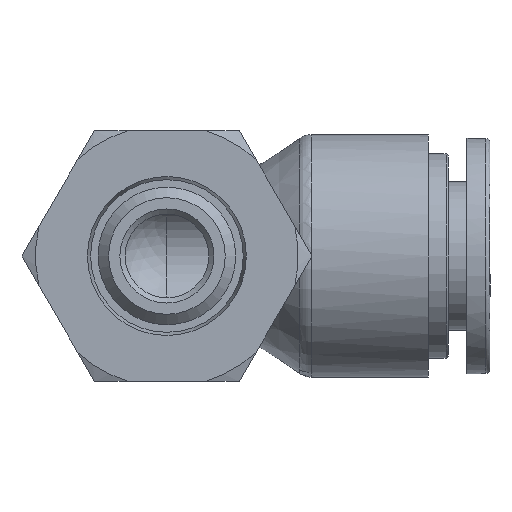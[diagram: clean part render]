
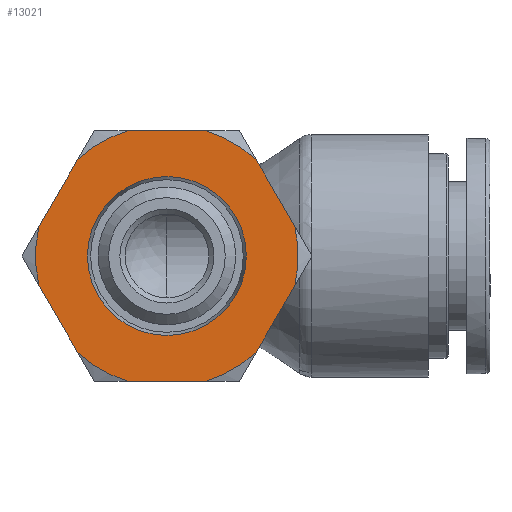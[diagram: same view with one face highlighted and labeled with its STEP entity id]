
A CAD part, front view. The second image highlights one B-rep face of the part: STEP entity #13021.
In plain terms, the highlighted face is planar.
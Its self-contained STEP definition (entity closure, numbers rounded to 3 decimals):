
#12584=CARTESIAN_POINT('',(-24.45,0.0,-7.6));
#12585=VERTEX_POINT('',#12584);
#12586=CARTESIAN_POINT('',(-24.45,0.0,0.0));
#12587=DIRECTION('',(1.0,0.0,0.0));
#12588=DIRECTION('',(0.0,0.0,-1.0));
#12589=AXIS2_PLACEMENT_3D('',#12586,#12587,#12588);
#12590=CIRCLE('',#12589,7.6);
#12591=EDGE_CURVE('',#12585,#12585,#12590,.T.);
#12692=CARTESIAN_POINT('',(-24.45,-12.241,2.799));
#12693=VERTEX_POINT('',#12692);
#12709=CARTESIAN_POINT('',(-24.45,-12.241,-2.799));
#12710=VERTEX_POINT('',#12709);
#12711=CARTESIAN_POINT('',(-24.45,0.,0.0));
#12712=DIRECTION('',(-1.0,0.0,0.0));
#12713=DIRECTION('',(0.0,1.0,0.0));
#12714=AXIS2_PLACEMENT_3D('',#12711,#12712,#12713);
#12715=CIRCLE('',#12714,12.556);
#12716=EDGE_CURVE('',#12710,#12693,#12715,.T.);
#12741=CARTESIAN_POINT('',(-24.45,-8.544,9.201));
#12742=VERTEX_POINT('',#12741);
#12756=CARTESIAN_POINT('',(-24.45,-3.696,12.0));
#12757=VERTEX_POINT('',#12756);
#12771=CARTESIAN_POINT('',(-24.45,0.,0.0));
#12772=DIRECTION('',(-1.0,0.0,0.0));
#12773=DIRECTION('',(0.0,1.0,0.0));
#12774=AXIS2_PLACEMENT_3D('',#12771,#12772,#12773);
#12775=CIRCLE('',#12774,12.556);
#12776=EDGE_CURVE('',#12742,#12757,#12775,.T.);
#12788=CARTESIAN_POINT('',(-24.45,3.696,12.));
#12789=VERTEX_POINT('',#12788);
#12803=CARTESIAN_POINT('',(-24.45,8.544,9.201));
#12804=VERTEX_POINT('',#12803);
#12818=CARTESIAN_POINT('',(-24.45,0.,0.0));
#12819=DIRECTION('',(-1.0,0.0,0.0));
#12820=DIRECTION('',(0.0,1.0,0.0));
#12821=AXIS2_PLACEMENT_3D('',#12818,#12819,#12820);
#12822=CIRCLE('',#12821,12.556);
#12823=EDGE_CURVE('',#12789,#12804,#12822,.T.);
#12833=CARTESIAN_POINT('',(-24.45,-8.544,-9.201));
#12834=VERTEX_POINT('',#12833);
#12850=CARTESIAN_POINT('',(-24.45,-3.696,-12.0));
#12851=VERTEX_POINT('',#12850);
#12852=CARTESIAN_POINT('',(-24.45,0.,0.0));
#12853=DIRECTION('',(-1.0,0.0,0.0));
#12854=DIRECTION('',(0.0,1.0,0.0));
#12855=AXIS2_PLACEMENT_3D('',#12852,#12853,#12854);
#12856=CIRCLE('',#12855,12.556);
#12857=EDGE_CURVE('',#12851,#12834,#12856,.T.);
#12880=CARTESIAN_POINT('',(-24.45,3.696,-12.));
#12881=VERTEX_POINT('',#12880);
#12897=CARTESIAN_POINT('',(-24.45,8.544,-9.201));
#12898=VERTEX_POINT('',#12897);
#12899=CARTESIAN_POINT('',(-24.45,0.,0.0));
#12900=DIRECTION('',(-1.0,0.0,0.0));
#12901=DIRECTION('',(0.0,1.0,0.0));
#12902=AXIS2_PLACEMENT_3D('',#12899,#12900,#12901);
#12903=CIRCLE('',#12902,12.556);
#12904=EDGE_CURVE('',#12898,#12881,#12903,.T.);
#12929=CARTESIAN_POINT('',(-24.45,12.241,2.799));
#12930=VERTEX_POINT('',#12929);
#12944=CARTESIAN_POINT('',(-24.45,12.241,-2.799));
#12945=VERTEX_POINT('',#12944);
#12959=CARTESIAN_POINT('',(-24.45,0.,0.0));
#12960=DIRECTION('',(-1.0,0.0,0.0));
#12961=DIRECTION('',(0.0,1.0,0.0));
#12962=AXIS2_PLACEMENT_3D('',#12959,#12960,#12961);
#12963=CIRCLE('',#12962,12.556);
#12964=EDGE_CURVE('',#12930,#12945,#12963,.T.);
#12969=CARTESIAN_POINT('',(-24.45,8.8,0.0));
#12970=DIRECTION('',(-1.0,0.0,0.0));
#12971=DIRECTION('',(0.0,0.0,1.0));
#12972=AXIS2_PLACEMENT_3D('',#12969,#12970,#12971);
#12973=PLANE('',#12972);
#12974=ORIENTED_EDGE('',*,*,#12964,.T.);
#12975=CARTESIAN_POINT('',(-24.45,8.544,-9.201));
#12976=DIRECTION('',(0.0,0.5,0.866));
#12977=VECTOR('',#12976,7.393);
#12978=LINE('',#12975,#12977);
#12979=EDGE_CURVE('',#12898,#12945,#12978,.T.);
#12980=ORIENTED_EDGE('',*,*,#12979,.F.);
#12981=ORIENTED_EDGE('',*,*,#12904,.T.);
#12982=CARTESIAN_POINT('',(-24.45,-3.696,-12.));
#12983=DIRECTION('',(0.0,1.0,0.0));
#12984=VECTOR('',#12983,7.393);
#12985=LINE('',#12982,#12984);
#12986=EDGE_CURVE('',#12851,#12881,#12985,.T.);
#12987=ORIENTED_EDGE('',*,*,#12986,.F.);
#12988=ORIENTED_EDGE('',*,*,#12857,.T.);
#12989=CARTESIAN_POINT('',(-24.45,-12.241,-2.799));
#12990=DIRECTION('',(0.0,0.5,-0.866));
#12991=VECTOR('',#12990,7.393);
#12992=LINE('',#12989,#12991);
#12993=EDGE_CURVE('',#12710,#12834,#12992,.T.);
#12994=ORIENTED_EDGE('',*,*,#12993,.F.);
#12995=ORIENTED_EDGE('',*,*,#12716,.T.);
#12996=CARTESIAN_POINT('',(-24.45,-8.544,9.201));
#12997=DIRECTION('',(0.0,-0.5,-0.866));
#12998=VECTOR('',#12997,7.393);
#12999=LINE('',#12996,#12998);
#13000=EDGE_CURVE('',#12742,#12693,#12999,.T.);
#13001=ORIENTED_EDGE('',*,*,#13000,.F.);
#13002=ORIENTED_EDGE('',*,*,#12776,.T.);
#13003=CARTESIAN_POINT('',(-24.45,3.696,12.));
#13004=DIRECTION('',(0.0,-1.0,0.0));
#13005=VECTOR('',#13004,7.393);
#13006=LINE('',#13003,#13005);
#13007=EDGE_CURVE('',#12789,#12757,#13006,.T.);
#13008=ORIENTED_EDGE('',*,*,#13007,.F.);
#13009=ORIENTED_EDGE('',*,*,#12823,.T.);
#13010=CARTESIAN_POINT('',(-24.45,12.241,2.799));
#13011=DIRECTION('',(0.0,-0.5,0.866));
#13012=VECTOR('',#13011,7.393);
#13013=LINE('',#13010,#13012);
#13014=EDGE_CURVE('',#12930,#12804,#13013,.T.);
#13015=ORIENTED_EDGE('',*,*,#13014,.F.);
#13016=EDGE_LOOP('',(#12974,#12980,#12981,#12987,#12988,#12994,#12995,#13001,#13002,#13008,#13009,#13015));
#13017=FACE_OUTER_BOUND('',#13016,.T.);
#13018=ORIENTED_EDGE('',*,*,#12591,.T.);
#13019=EDGE_LOOP('',(#13018));
#13020=FACE_BOUND('',#13019,.T.);
#13021=ADVANCED_FACE('',(#13017,#13020),#12973,.T.);
